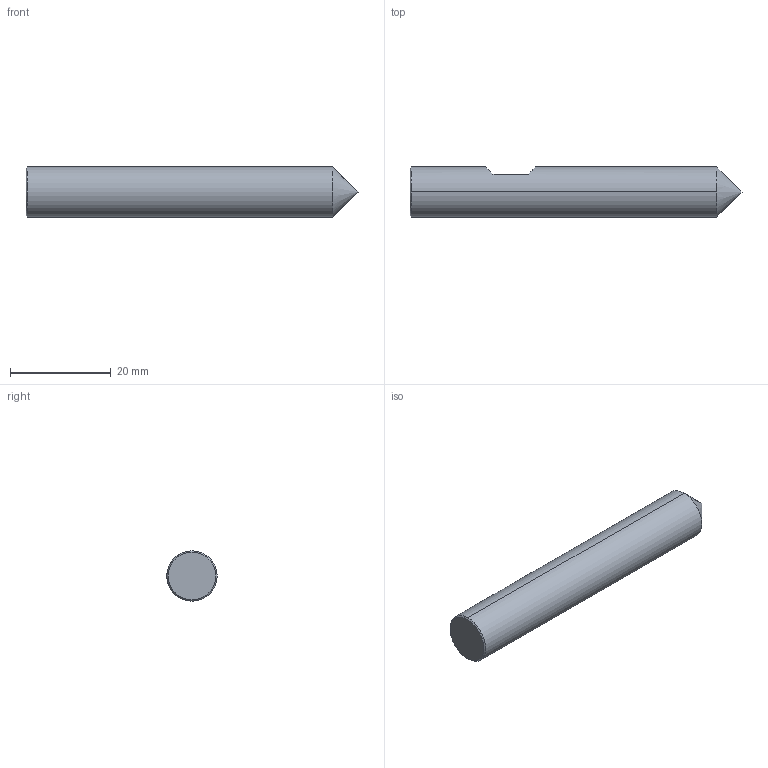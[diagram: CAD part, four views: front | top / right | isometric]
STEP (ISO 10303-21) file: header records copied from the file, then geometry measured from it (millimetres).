
FILE_DESCRIPTION((''),'2;1');
FILE_NAME('50941100_ASM','2019-10-17T10:59:43',('endresb'),(''),'CREO PARAMETRIC BY PTC INC, 2018400','CREO PARAMETRIC BY PTC INC, 2018400','');
FILE_SCHEMA(('AUTOMOTIVE_DESIGN { 1 0 10303 214 1 1 1 1 }'));
Length unit declared in the file: millimetre
Products named in the file (3): 50941100NC; 50941100C; 50941100_ASM
Assembly tree (2 placements, depth 2):
  50941100_ASM
    50941100NC
    50941100C
Bounding box: 66 x 10 x 10 mm (x, y, z)
Volume: 4860.2 mm3; surface area: 2257.9 mm2
Topology: 2 solids, 2 shells, 12 faces, 23 edges, 15 vertices
Faces by surface type: plane 6, cone 4, cylinder 2
Entity records: 1435 total; most frequent: DIRECTION 130, PROPERTY_DEFINITION 127, REPRESENTATION 125, PROPERTY_DEFINITION_REPRESENTATION 125, CARTESIAN_POINT 111, DESCRIPTIVE_REPRESENTATION_ITEM 82, GENERAL_PROPERTY 79, GENERAL_PROPERTY_ASSOCIATION 79
